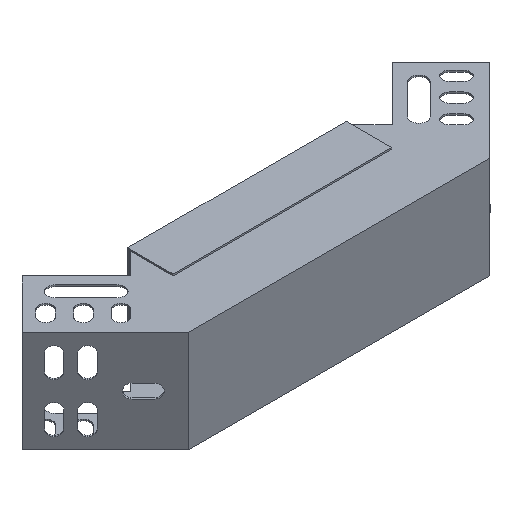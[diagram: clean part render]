
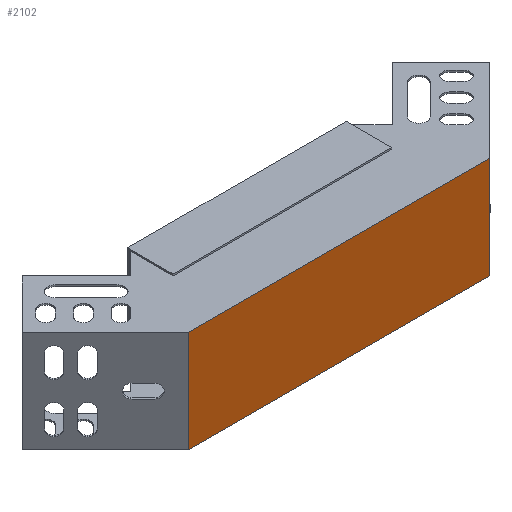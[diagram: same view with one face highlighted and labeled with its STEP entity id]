
A CAD part, isometric view. The second image highlights one B-rep face of the part: STEP entity #2102.
In plain terms, the highlighted planar face has unit normal (0, -1, 0).
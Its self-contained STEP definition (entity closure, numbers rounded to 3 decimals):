
#3 = ORIENTED_EDGE ( 'NONE', *, *, #3328, .T. ) ;
#6 = ORIENTED_EDGE ( 'NONE', *, *, #2846, .T. ) ;
#11 = ORIENTED_EDGE ( 'NONE', *, *, #3095, .F. ) ;
#16 = ORIENTED_EDGE ( 'NONE', *, *, #1611, .F. ) ;
#197 = CARTESIAN_POINT ( 'NONE',  ( -98.499, -23.927, 0.8 ) ) ;
#283 = CARTESIAN_POINT ( 'NONE',  ( -98.499, -23.927, -50.8 ) ) ;
#404 = LINE ( 'NONE', #3221, #420 ) ;
#420 = VECTOR ( 'NONE', #3187, 1000. ) ;
#659 = VERTEX_POINT ( 'NONE', #3464 ) ;
#780 = CARTESIAN_POINT ( 'NONE',  ( -98.499, -23.927, -50.612 ) ) ;
#826 = VECTOR ( 'NONE', #899, 1000. ) ;
#852 = DIRECTION ( 'NONE',  ( 0., 0., 1. ) ) ;
#859 = LINE ( 'NONE', #920, #826 ) ;
#899 = DIRECTION ( 'NONE',  ( 1., 0., 0. ) ) ;
#920 = CARTESIAN_POINT ( 'NONE',  ( -99.403, -23.927, 0.8 ) ) ;
#1277 = VECTOR ( 'NONE', #2530, 1000. ) ;
#1306 = LINE ( 'NONE', #2519, #1277 ) ;
#1611 = EDGE_CURVE ( 'NONE', #3525, #3226, #3547, .T. ) ;
#1792 = FACE_OUTER_BOUND ( 'NONE', #3138, .T. ) ;
#2102 = ADVANCED_FACE ( 'NONE', ( #1792 ), #4100, .F. ) ;
#2237 = AXIS2_PLACEMENT_3D ( 'NONE', #4160, #4090, #4080 ) ;
#2519 = CARTESIAN_POINT ( 'NONE',  ( -99.403, -23.927, -50.8 ) ) ;
#2530 = DIRECTION ( 'NONE',  ( 1., 0., 0. ) ) ;
#2846 = EDGE_CURVE ( 'NONE', #3525, #659, #1306, .T. ) ;
#3095 = EDGE_CURVE ( 'NONE', #3226, #4434, #859, .T. ) ;
#3138 = EDGE_LOOP ( 'NONE', ( #6, #3, #11, #16 ) ) ;
#3187 = DIRECTION ( 'NONE',  ( 0., 0., 1. ) ) ;
#3221 = CARTESIAN_POINT ( 'NONE',  ( 54.263, -23.927, -50.612 ) ) ;
#3226 = VERTEX_POINT ( 'NONE', #197 ) ;
#3328 = EDGE_CURVE ( 'NONE', #659, #4434, #404, .T. ) ;
#3377 = CARTESIAN_POINT ( 'NONE',  ( 54.263, -23.927, 0.8 ) ) ;
#3464 = CARTESIAN_POINT ( 'NONE',  ( 54.263, -23.927, -50.8 ) ) ;
#3525 = VERTEX_POINT ( 'NONE', #283 ) ;
#3535 = VECTOR ( 'NONE', #852, 1000. ) ;
#3547 = LINE ( 'NONE', #780, #3535 ) ;
#4080 = DIRECTION ( 'NONE',  ( 0., 0., 1. ) ) ;
#4090 = DIRECTION ( 'NONE',  ( 0., 1., 0. ) ) ;
#4100 = PLANE ( 'NONE',  #2237 ) ;
#4160 = CARTESIAN_POINT ( 'NONE',  ( -98.168, -23.927, 0. ) ) ;
#4434 = VERTEX_POINT ( 'NONE', #3377 ) ;
